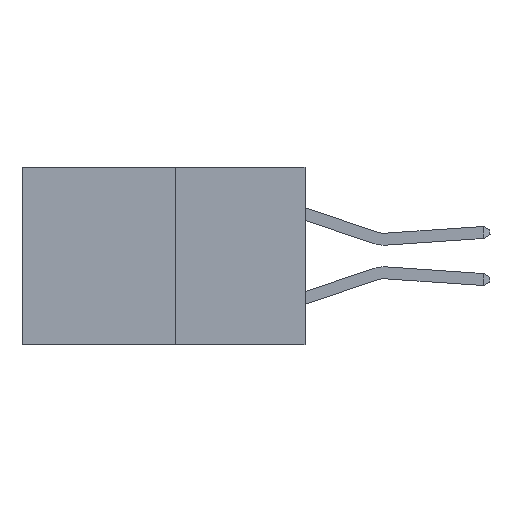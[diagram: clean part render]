
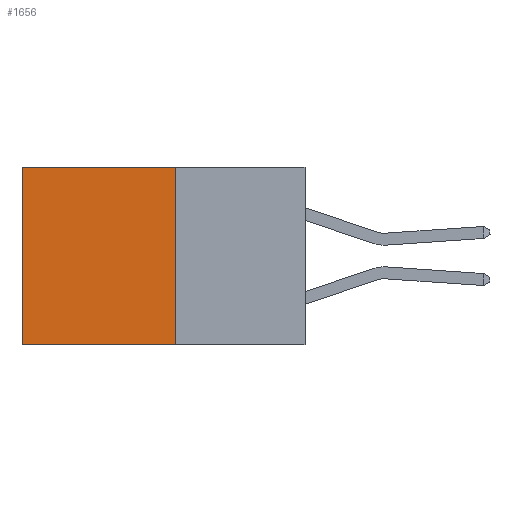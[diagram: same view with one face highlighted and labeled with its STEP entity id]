
A CAD part, left-side view. The second image highlights one B-rep face of the part: STEP entity #1656.
In plain terms, the highlighted planar face has unit normal (-1, 0, 0).
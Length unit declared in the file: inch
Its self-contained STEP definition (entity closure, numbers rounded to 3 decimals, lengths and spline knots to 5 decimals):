
#893 = CARTESIAN_POINT ( 'NONE',  ( 0.277, 0.59, -0.37 ) ) ;
#1055 = CARTESIAN_POINT ( 'NONE',  ( 0.277, 0.27, -0.37 ) ) ;
#1088 = DIRECTION ( 'NONE',  ( 0., 0., -1. ) ) ;
#1656 = ADVANCED_FACE ( 'NONE', ( #10287 ), #7437, .F. ) ;
#1875 = DIRECTION ( 'NONE',  ( 0., 0., -1. ) ) ;
#2062 = VERTEX_POINT ( 'NONE', #10432 ) ;
#3048 = CARTESIAN_POINT ( 'NONE',  ( 0.277, 0.59, -0.37 ) ) ;
#3443 = VECTOR ( 'NONE', #11862, 39.37008 ) ;
#3481 = LINE ( 'NONE', #3048, #8854 ) ;
#3962 = ORIENTED_EDGE ( 'NONE', *, *, #9079, .T. ) ;
#4179 = ORIENTED_EDGE ( 'NONE', *, *, #10299, .F. ) ;
#4256 = ORIENTED_EDGE ( 'NONE', *, *, #8330, .F. ) ;
#4289 = CARTESIAN_POINT ( 'NONE',  ( 0.277, 0.27, 0. ) ) ;
#4293 = VECTOR ( 'NONE', #1088, 39.37008 ) ;
#4453 = ORIENTED_EDGE ( 'NONE', *, *, #6366, .T. ) ;
#4464 = DIRECTION ( 'NONE',  ( 0., 1., 0. ) ) ;
#4992 = LINE ( 'NONE', #1055, #4293 ) ;
#5484 = EDGE_LOOP ( 'NONE', ( #3962, #4179, #4256, #4453 ) ) ;
#5856 = LINE ( 'NONE', #8566, #3443 ) ;
#6366 = EDGE_CURVE ( 'NONE', #7007, #2062, #9214, .T. ) ;
#7007 = VERTEX_POINT ( 'NONE', #8966 ) ;
#7437 = PLANE ( 'NONE',  #8890 ) ;
#8330 = EDGE_CURVE ( 'NONE', #7007, #13828, #4992, .T. ) ;
#8566 = CARTESIAN_POINT ( 'NONE',  ( 0.277, 0.27, -0.37 ) ) ;
#8629 = CARTESIAN_POINT ( 'NONE',  ( 0.277, 0.27, -0.37 ) ) ;
#8854 = VECTOR ( 'NONE', #1875, 39.37008 ) ;
#8890 = AXIS2_PLACEMENT_3D ( 'NONE', #11261, #10955, #13045 ) ;
#8966 = CARTESIAN_POINT ( 'NONE',  ( 0.277, 0.27, 0. ) ) ;
#9079 = EDGE_CURVE ( 'NONE', #2062, #11290, #3481, .T. ) ;
#9214 = LINE ( 'NONE', #4289, #11767 ) ;
#10287 = FACE_OUTER_BOUND ( 'NONE', #5484, .T. ) ;
#10299 = EDGE_CURVE ( 'NONE', #13828, #11290, #5856, .T. ) ;
#10432 = CARTESIAN_POINT ( 'NONE',  ( 0.277, 0.59, 0. ) ) ;
#10955 = DIRECTION ( 'NONE',  ( 1., 0., 0. ) ) ;
#11261 = CARTESIAN_POINT ( 'NONE',  ( 0.277, 0.27, -0.37 ) ) ;
#11290 = VERTEX_POINT ( 'NONE', #893 ) ;
#11767 = VECTOR ( 'NONE', #4464, 39.37008 ) ;
#11862 = DIRECTION ( 'NONE',  ( 0., 1., 0. ) ) ;
#13045 = DIRECTION ( 'NONE',  ( 0., 0., -1. ) ) ;
#13828 = VERTEX_POINT ( 'NONE', #8629 ) ;
